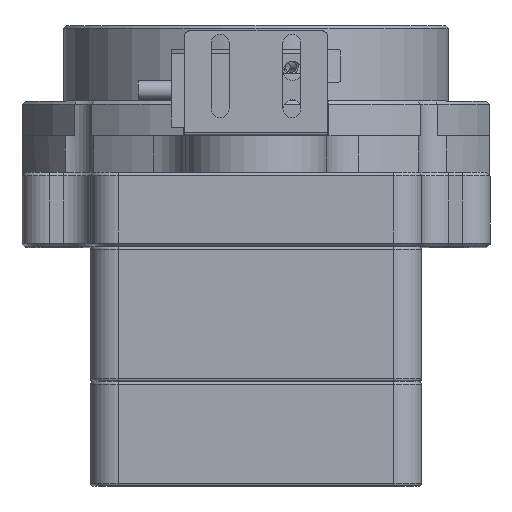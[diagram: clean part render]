
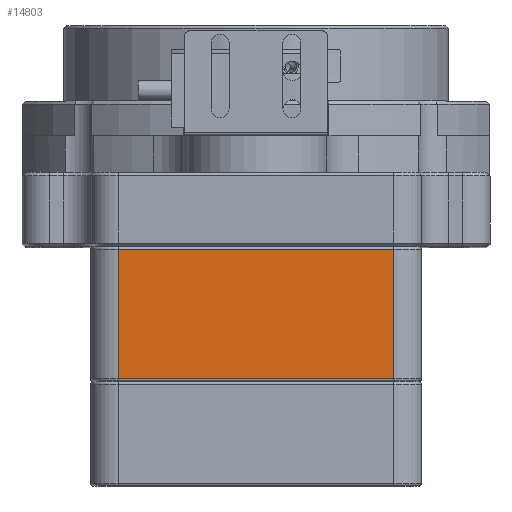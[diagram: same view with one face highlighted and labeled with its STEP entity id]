
A CAD part, top view. The second image highlights one B-rep face of the part: STEP entity #14803.
In plain terms, the highlighted planar face has unit normal (0, 0, 1).
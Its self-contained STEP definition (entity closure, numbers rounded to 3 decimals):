
#1301 = LINE ( 'NONE', #1325, #16801 ) ;
#1325 = CARTESIAN_POINT ( 'NONE',  ( 25., 0., 77. ) ) ;
#1332 = DIRECTION ( 'NONE',  ( 0., 1., 0. ) ) ;
#3218 = EDGE_CURVE ( 'NONE', #25502, #25727, #13132, .T. ) ;
#4455 = EDGE_CURVE ( 'NONE', #25727, #6241, #27271, .T. ) ;
#5970 = VECTOR ( 'NONE', #27226, 1000. ) ;
#6241 = VERTEX_POINT ( 'NONE', #26739 ) ;
#7394 = CARTESIAN_POINT ( 'NONE',  ( 25., -0.5, 77. ) ) ;
#12195 = ORIENTED_EDGE ( 'NONE', *, *, #3218, .T. ) ;
#12946 = DIRECTION ( 'NONE',  ( 0., -1., 0. ) ) ;
#13030 = CARTESIAN_POINT ( 'NONE',  ( -25., 0., 77. ) ) ;
#13106 = ORIENTED_EDGE ( 'NONE', *, *, #22869, .T. ) ;
#13132 = LINE ( 'NONE', #13030, #17447 ) ;
#13144 = ORIENTED_EDGE ( 'NONE', *, *, #4455, .T. ) ;
#14091 = ORIENTED_EDGE ( 'NONE', *, *, #28775, .T. ) ;
#14803 = ADVANCED_FACE ( 'NONE', ( #27282 ), #27256, .T. ) ;
#15470 = VECTOR ( 'NONE', #25329, 1000. ) ;
#16415 = VERTEX_POINT ( 'NONE', #7394 ) ;
#16801 = VECTOR ( 'NONE', #1332, 1000. ) ;
#17447 = VECTOR ( 'NONE', #12946, 1000. ) ;
#22735 = AXIS2_PLACEMENT_3D ( 'NONE', #27249, #27220, #27204 ) ;
#22869 = EDGE_CURVE ( 'NONE', #16415, #25502, #25378, .T. ) ;
#23254 = CARTESIAN_POINT ( 'NONE',  ( -25., -24., 77. ) ) ;
#23481 = EDGE_LOOP ( 'NONE', ( #14091, #13106, #12195, #13144 ) ) ;
#24978 = CARTESIAN_POINT ( 'NONE',  ( -25., -0.5, 77. ) ) ;
#25329 = DIRECTION ( 'NONE',  ( -1., 0., 0. ) ) ;
#25343 = CARTESIAN_POINT ( 'NONE',  ( -25., -0.5, 77. ) ) ;
#25378 = LINE ( 'NONE', #25343, #15470 ) ;
#25502 = VERTEX_POINT ( 'NONE', #24978 ) ;
#25727 = VERTEX_POINT ( 'NONE', #23254 ) ;
#26739 = CARTESIAN_POINT ( 'NONE',  ( 25., -24., 77. ) ) ;
#27204 = DIRECTION ( 'NONE',  ( -1., 0., 0. ) ) ;
#27220 = DIRECTION ( 'NONE',  ( 0., 0., 1. ) ) ;
#27226 = DIRECTION ( 'NONE',  ( 1., 0., 0. ) ) ;
#27249 = CARTESIAN_POINT ( 'NONE',  ( 30., 0., 77. ) ) ;
#27255 = CARTESIAN_POINT ( 'NONE',  ( 30., -24., 77. ) ) ;
#27256 = PLANE ( 'NONE',  #22735 ) ;
#27271 = LINE ( 'NONE', #27255, #5970 ) ;
#27282 = FACE_OUTER_BOUND ( 'NONE', #23481, .T. ) ;
#28775 = EDGE_CURVE ( 'NONE', #6241, #16415, #1301, .T. ) ;
